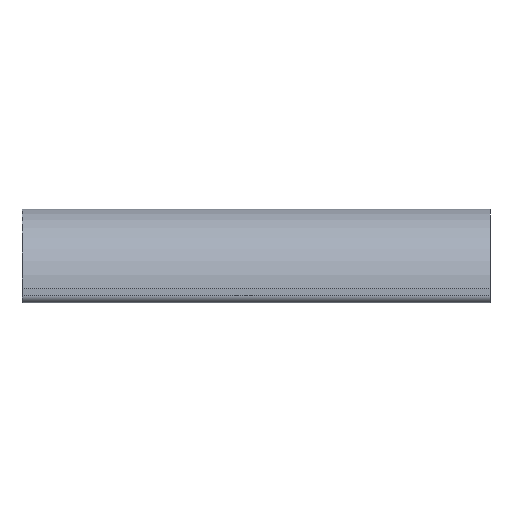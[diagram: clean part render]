
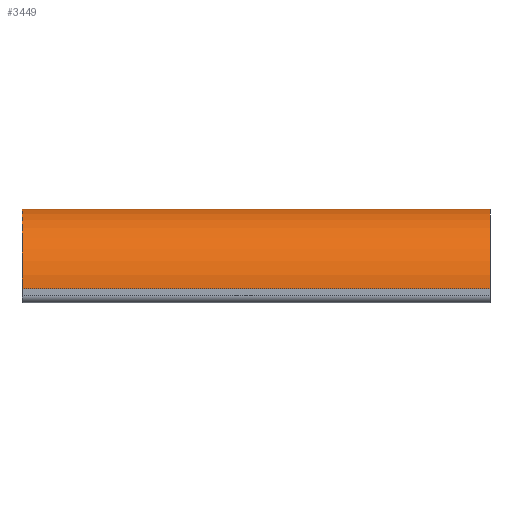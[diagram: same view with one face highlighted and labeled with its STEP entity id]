
A CAD part, top view. The second image highlights one B-rep face of the part: STEP entity #3449.
In plain terms, the highlighted cylindrical face has radius 17 mm (diameter 34 mm), a partial arc.
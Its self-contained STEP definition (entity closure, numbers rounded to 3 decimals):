
#113 = DIRECTION ( 'NONE',  ( 0., 0., -1. ) ) ;
#212 = AXIS2_PLACEMENT_3D ( 'NONE', #225, #916, #2714 ) ;
#225 = CARTESIAN_POINT ( 'NONE',  ( 59.184, 47.898, -7. ) ) ;
#231 = CARTESIAN_POINT ( 'NONE',  ( 59.184, 64.898, -7. ) ) ;
#238 = EDGE_CURVE ( 'NONE', #4488, #293, #4573, .T. ) ;
#293 = VERTEX_POINT ( 'NONE', #1288 ) ;
#562 = AXIS2_PLACEMENT_3D ( 'NONE', #3096, #4173, #4194 ) ;
#916 = DIRECTION ( 'NONE',  ( 1., 0., 0. ) ) ;
#1082 = EDGE_CURVE ( 'NONE', #293, #1348, #1911, .T. ) ;
#1288 = CARTESIAN_POINT ( 'NONE',  ( 59.184, 47.898, 10. ) ) ;
#1348 = VERTEX_POINT ( 'NONE', #3480 ) ;
#1564 = VECTOR ( 'NONE', #2422, 1000. ) ;
#1663 = ORIENTED_EDGE ( 'NONE', *, *, #1082, .F. ) ;
#1763 = AXIS2_PLACEMENT_3D ( 'NONE', #1823, #4295, #113 ) ;
#1794 = LINE ( 'NONE', #3481, #1564 ) ;
#1823 = CARTESIAN_POINT ( 'NONE',  ( -40.816, 47.898, -7. ) ) ;
#1849 = EDGE_LOOP ( 'NONE', ( #3566, #1663, #2038, #2136 ) ) ;
#1911 = LINE ( 'NONE', #3298, #2816 ) ;
#2032 = EDGE_CURVE ( 'NONE', #4488, #4008, #1794, .T. ) ;
#2038 = ORIENTED_EDGE ( 'NONE', *, *, #238, .F. ) ;
#2136 = ORIENTED_EDGE ( 'NONE', *, *, #2032, .T. ) ;
#2182 = DIRECTION ( 'NONE',  ( -1., 0., 0. ) ) ;
#2192 = CIRCLE ( 'NONE', #1763, 17. ) ;
#2422 = DIRECTION ( 'NONE',  ( -1., 0., 0. ) ) ;
#2714 = DIRECTION ( 'NONE',  ( 0., 0., -1. ) ) ;
#2816 = VECTOR ( 'NONE', #2182, 1000. ) ;
#3096 = CARTESIAN_POINT ( 'NONE',  ( 59.184, 47.898, -7. ) ) ;
#3193 = EDGE_CURVE ( 'NONE', #4008, #1348, #2192, .T. ) ;
#3298 = CARTESIAN_POINT ( 'NONE',  ( 59.184, 47.898, 10. ) ) ;
#3321 = CYLINDRICAL_SURFACE ( 'NONE', #562, 17. ) ;
#3449 = ADVANCED_FACE ( 'NONE', ( #4416 ), #3321, .T. ) ;
#3480 = CARTESIAN_POINT ( 'NONE',  ( -40.816, 47.898, 10. ) ) ;
#3481 = CARTESIAN_POINT ( 'NONE',  ( 59.184, 64.898, -7. ) ) ;
#3566 = ORIENTED_EDGE ( 'NONE', *, *, #3193, .T. ) ;
#3837 = CARTESIAN_POINT ( 'NONE',  ( -40.816, 64.898, -7. ) ) ;
#4008 = VERTEX_POINT ( 'NONE', #3837 ) ;
#4173 = DIRECTION ( 'NONE',  ( -1., 0., 0. ) ) ;
#4194 = DIRECTION ( 'NONE',  ( 0., 0., 1. ) ) ;
#4295 = DIRECTION ( 'NONE',  ( 1., 0., 0. ) ) ;
#4416 = FACE_OUTER_BOUND ( 'NONE', #1849, .T. ) ;
#4488 = VERTEX_POINT ( 'NONE', #231 ) ;
#4573 = CIRCLE ( 'NONE', #212, 17. ) ;
